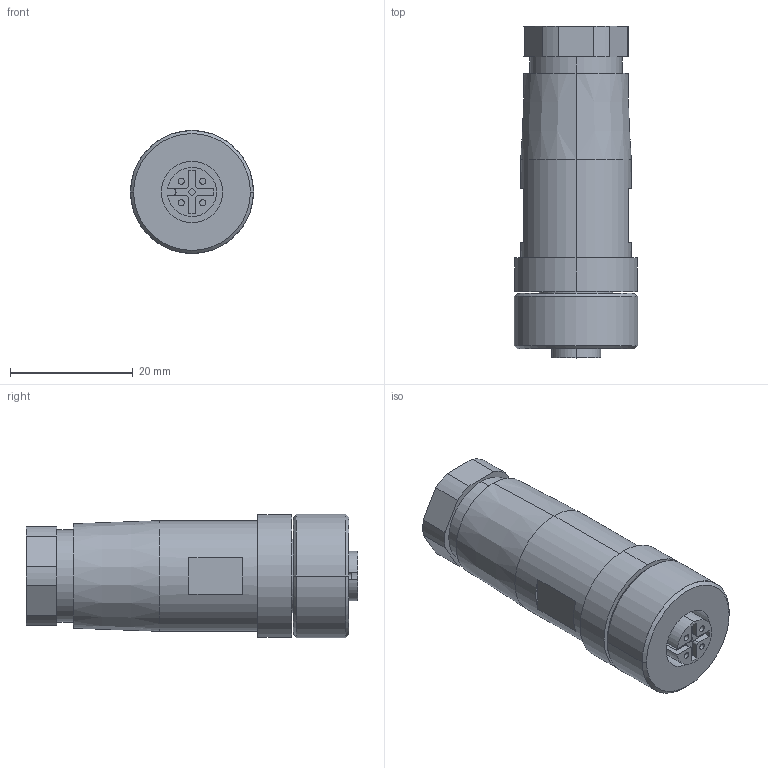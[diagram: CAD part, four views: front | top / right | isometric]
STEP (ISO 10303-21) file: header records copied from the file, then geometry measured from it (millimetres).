
FILE_DESCRIPTION(('SolidDesigner STEP Export'),'2;1');
FILE_NAME('1696439.stp','2008-07-28T13:10:56',(''),(''),'OneSpace Designer STEP processor for AP214 (Solid Model)','OneSpace Designer 14.50 18-Oct-2006 (C) CoCreate Software GmbH','');
FILE_SCHEMA(('AUTOMOTIVE_DESIGN { 1 0 10303 214 1 1 1 1 }'));
Length unit declared in the file: millimetre
Products named in the file (1): 1696439
Bounding box: 20.05 x 54 x 20.05 mm (x, y, z)
Volume: 8587.3 mm3; surface area: 6346.9 mm2
Topology: 1 solids, 1 shells, 90 faces, 210 edges, 140 vertices
Faces by surface type: cylinder 43, plane 39, cone 8
Entity records: 2347 total; most frequent: ORIENTED_EDGE 420, CARTESIAN_POINT 382, DIRECTION 380, EDGE_CURVE 210, VERTEX_POINT 140, AXIS2_PLACEMENT_3D 138, EDGE_LOOP 108, VECTOR 104
